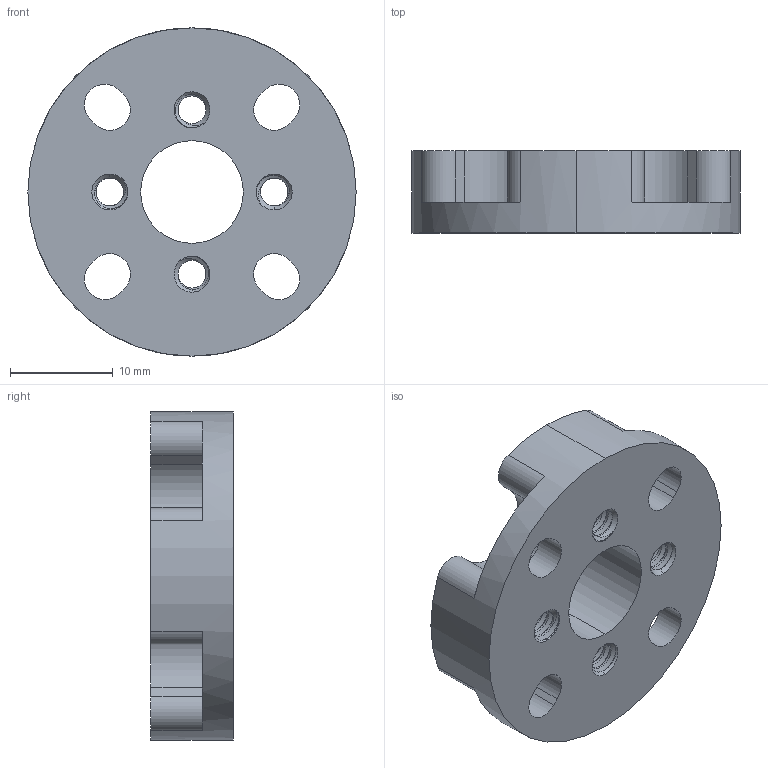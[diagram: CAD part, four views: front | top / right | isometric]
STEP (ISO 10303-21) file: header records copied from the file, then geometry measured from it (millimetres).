
FILE_DESCRIPTION (( 'STEP AP203' ), '1' );
FILE_NAME ('1206-0016-0003.STEP', '2017-09-12T19:46:42', ( '' ), ( '' ), 'SwSTEP 2.0', 'SolidWorks 2016', '' );
FILE_SCHEMA (( 'CONFIG_CONTROL_DESIGN' ));
Length unit declared in the file: millimetre
Products named in the file (1): 1206-0016-0003
Bounding box: 31.97 x 8 x 31.97 mm (x, y, z)
Volume: 4069.9 mm3; surface area: 3141.4 mm2
Topology: 1 solids, 1 shells, 250 faces, 724 edges, 476 vertices
Faces by surface type: cylinder 194, cone 26, plane 22, bspline 8
Entity records: 13745 total; most frequent: CARTESIAN_POINT 8001, ORIENTED_EDGE 1448, DIRECTION 970, EDGE_CURVE 724, VERTEX_POINT 476, AXIS2_PLACEMENT_3D 357, EDGE_LOOP 268, VECTOR 256
